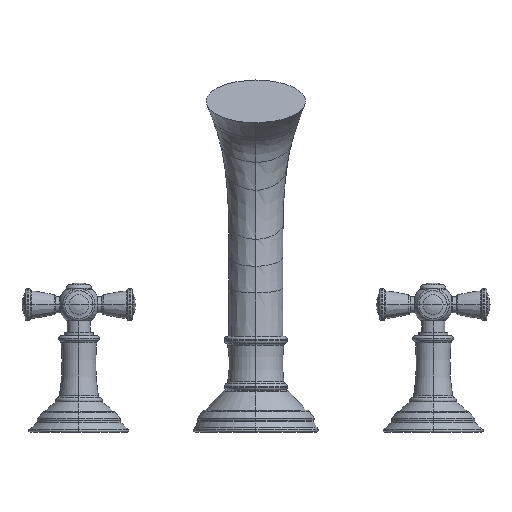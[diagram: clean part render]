
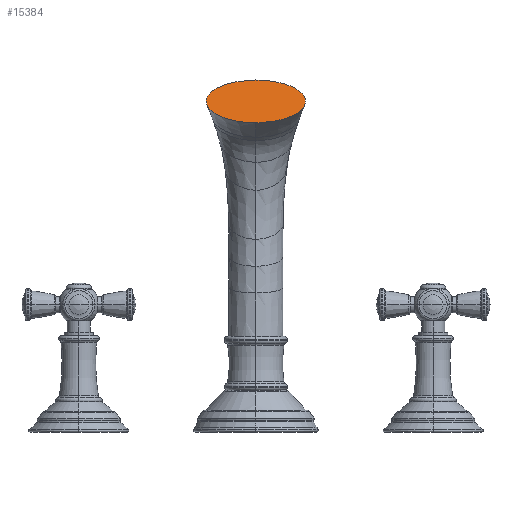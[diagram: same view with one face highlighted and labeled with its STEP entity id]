
A CAD part, front view. The second image highlights one B-rep face of the part: STEP entity #15384.
In plain terms, the highlighted planar face has unit normal (0, -0.97, 0.242).
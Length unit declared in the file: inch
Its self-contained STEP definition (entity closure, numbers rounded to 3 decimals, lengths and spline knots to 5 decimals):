
#12274=CARTESIAN_POINT('',(-1.1015,-1.66943,7.34921));
#12275=CARTESIAN_POINT('',(-1.1015,-1.67745,7.31704));
#12276=CARTESIAN_POINT('',(-1.08809,-1.69025,
7.2657));
#12277=CARTESIAN_POINT('',(-1.05199,-1.70558,
7.20422));
#12278=CARTESIAN_POINT('',(-1.00553,-1.7184,
7.15279));
#12279=CARTESIAN_POINT('',(-0.93396,-1.73318,
7.09354));
#12280=CARTESIAN_POINT('',(-0.83055,-1.74826,
7.03302));
#12281=CARTESIAN_POINT('',(-0.69053,-1.76252,
6.97586));
#12282=CARTESIAN_POINT('',(-0.53716,-1.77354,
6.93165));
#12283=CARTESIAN_POINT('',(-0.31625,-1.78427,
6.88862));
#12284=CARTESIAN_POINT('',(-0.13263,-1.78797,6.87376));
#12285=CARTESIAN_POINT('',(0.,-1.78797,6.87376));
#12298=CARTESIAN_POINT('',(1.1015,-1.66943,7.34921));
#12299=CARTESIAN_POINT('',(1.1015,-1.66141,7.38138));
#12300=CARTESIAN_POINT('',(1.08809,-1.64861,
7.43271));
#12301=CARTESIAN_POINT('',(1.05199,-1.63328,
7.4942));
#12302=CARTESIAN_POINT('',(1.00553,-1.62046,
7.54563));
#12303=CARTESIAN_POINT('',(0.93396,-1.60568,
7.60488));
#12304=CARTESIAN_POINT('',(0.83055,-1.5906,
7.66539));
#12305=CARTESIAN_POINT('',(0.69053,-1.57634,
7.72256));
#12306=CARTESIAN_POINT('',(0.53716,-1.56532,
7.76677));
#12307=CARTESIAN_POINT('',(0.31625,-1.55459,
7.8098));
#12308=CARTESIAN_POINT('',(0.13263,-1.55089,7.82465));
#12309=CARTESIAN_POINT('',(0.,-1.55089,7.82465));
#12322=CARTESIAN_POINT('',(0.,-1.55089,7.82465));
#12323=CARTESIAN_POINT('',(-0.13263,-1.55089,7.82465));
#12324=CARTESIAN_POINT('',(-0.31625,-1.55459,
7.8098));
#12325=CARTESIAN_POINT('',(-0.53716,-1.56532,
7.76677));
#12326=CARTESIAN_POINT('',(-0.69053,-1.57634,
7.72256));
#12327=CARTESIAN_POINT('',(-0.83055,-1.5906,
7.66539));
#12328=CARTESIAN_POINT('',(-0.93396,-1.60568,
7.60488));
#12329=CARTESIAN_POINT('',(-1.00553,-1.62046,
7.54563));
#12330=CARTESIAN_POINT('',(-1.05199,-1.63328,
7.4942));
#12331=CARTESIAN_POINT('',(-1.08809,-1.64861,
7.43271));
#12332=CARTESIAN_POINT('',(-1.1015,-1.66141,7.38138));
#12333=CARTESIAN_POINT('',(-1.1015,-1.66943,7.34921));
#12345=CARTESIAN_POINT('',(0.,-1.78797,6.87376));
#12346=CARTESIAN_POINT('',(0.13263,-1.78797,6.87376));
#12347=CARTESIAN_POINT('',(0.31625,-1.78427,
6.88862));
#12348=CARTESIAN_POINT('',(0.53716,-1.77354,
6.93165));
#12349=CARTESIAN_POINT('',(0.69053,-1.76252,
6.97586));
#12350=CARTESIAN_POINT('',(0.83055,-1.74826,
7.03302));
#12351=CARTESIAN_POINT('',(0.93396,-1.73318,
7.09354));
#12352=CARTESIAN_POINT('',(1.00553,-1.7184,
7.15279));
#12353=CARTESIAN_POINT('',(1.05199,-1.70558,
7.20422));
#12354=CARTESIAN_POINT('',(1.08809,-1.69025,
7.2657));
#12355=CARTESIAN_POINT('',(1.1015,-1.67745,7.31704));
#12356=CARTESIAN_POINT('',(1.1015,-1.66943,7.34921));
#12490=VERTEX_POINT('',#12298);
#12491=VERTEX_POINT('',#12309);
#12492=VERTEX_POINT('',#12345);
#12493=VERTEX_POINT('',#12274);
#15370=CARTESIAN_POINT('',(0.,-2.79803,2.82263));
#15371=DIRECTION('',(0.,-0.97,0.242));
#15372=DIRECTION('',(1.,0.,0.));
#15373=AXIS2_PLACEMENT_3D('',#15370,#15371,#15372);
#15374=PLANE('',#15373);
#15376=ORIENTED_EDGE('',*,*,#15375,.F.);
#15378=ORIENTED_EDGE('',*,*,#15377,.F.);
#15379=ORIENTED_EDGE('',*,*,#15353,.F.);
#15381=ORIENTED_EDGE('',*,*,#15380,.F.);
#15382=EDGE_LOOP('',(#15376,#15378,#15379,#15381));
#15383=FACE_OUTER_BOUND('',#15382,.F.);
#12286=B_SPLINE_CURVE_WITH_KNOTS('',3,(#12274,#12275,#12276,#12277,#12278,
#12279,#12280,#12281,#12282,#12283,#12284,#12285),.UNSPECIFIED.,.F.,.F.,(4,1,1,
1,1,1,1,1,1,4),(0.,0.0625,0.125,0.1875,0.25,0.375,0.5,0.625,
0.75,1.),.UNSPECIFIED.);
#12310=B_SPLINE_CURVE_WITH_KNOTS('',3,(#12298,#12299,#12300,#12301,#12302,
#12303,#12304,#12305,#12306,#12307,#12308,#12309),.UNSPECIFIED.,.F.,.F.,(4,1,1,
1,1,1,1,1,1,4),(0.,0.0625,0.125,0.1875,0.25,0.375,0.5,0.625,
0.75,1.),.UNSPECIFIED.);
#12334=B_SPLINE_CURVE_WITH_KNOTS('',3,(#12322,#12323,#12324,#12325,#12326,
#12327,#12328,#12329,#12330,#12331,#12332,#12333),.UNSPECIFIED.,.F.,.F.,(4,1,1,
1,1,1,1,1,1,4),(0.,0.25,0.375,0.5,0.625,0.75,0.8125,0.875,
0.9375,1.),.UNSPECIFIED.);
#12357=B_SPLINE_CURVE_WITH_KNOTS('',3,(#12345,#12346,#12347,#12348,#12349,
#12350,#12351,#12352,#12353,#12354,#12355,#12356),.UNSPECIFIED.,.F.,.F.,(4,1,1,
1,1,1,1,1,1,4),(0.,0.25,0.375,0.5,0.625,0.75,0.8125,0.875,
0.9375,1.),.UNSPECIFIED.);
#15353=EDGE_CURVE('',#12493,#12492,#12286,.T.);
#15375=EDGE_CURVE('',#12490,#12491,#12310,.T.);
#15377=EDGE_CURVE('',#12492,#12490,#12357,.T.);
#15380=EDGE_CURVE('',#12491,#12493,#12334,.T.);
#15384=ADVANCED_FACE('',(#15383),#15374,.T.);
